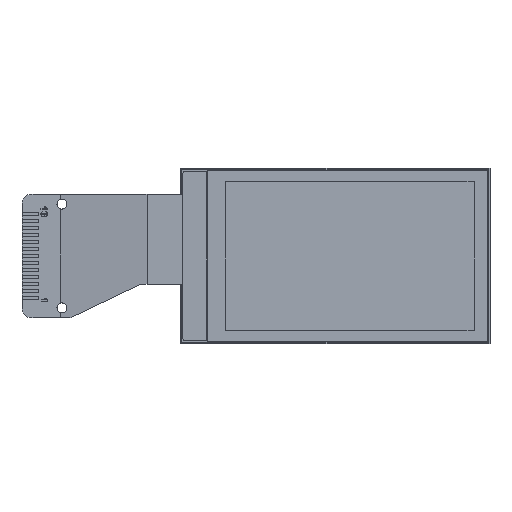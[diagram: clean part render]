
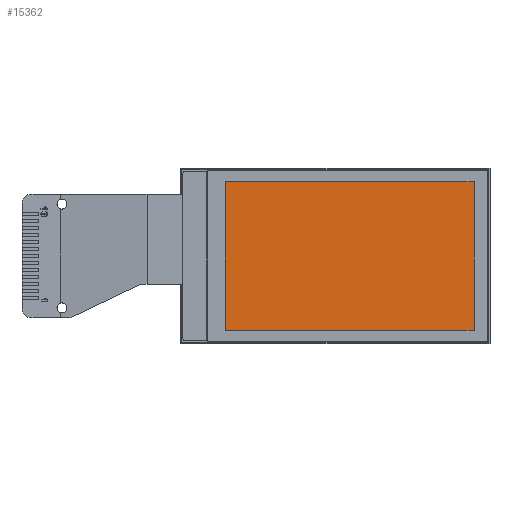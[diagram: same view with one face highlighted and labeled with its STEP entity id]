
A CAD part, top view. The second image highlights one B-rep face of the part: STEP entity #15362.
In plain terms, the highlighted planar face has unit normal (0, 0, 1).
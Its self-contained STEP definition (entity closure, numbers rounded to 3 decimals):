
#3230=ORIENTED_EDGE('',*,*,#5350,.F.);
#3231=ORIENTED_EDGE('',*,*,#5356,.F.);
#3232=ORIENTED_EDGE('',*,*,#5354,.F.);
#3233=ORIENTED_EDGE('',*,*,#5352,.F.);
#5350=EDGE_CURVE('',#6586,#6587,#7577,.T.);
#5352=EDGE_CURVE('',#6587,#6588,#7579,.T.);
#5354=EDGE_CURVE('',#6588,#6589,#7581,.T.);
#5356=EDGE_CURVE('',#6589,#6586,#7583,.T.);
#6586=VERTEX_POINT('',#22814);
#6587=VERTEX_POINT('',#22816);
#6588=VERTEX_POINT('',#22820);
#6589=VERTEX_POINT('',#22824);
#7577=LINE('',#22815,#8465);
#7579=LINE('',#22819,#8467);
#7581=LINE('',#22823,#8469);
#7583=LINE('',#22827,#8471);
#8465=VECTOR('',#18141,1000.);
#8467=VECTOR('',#18145,1000.);
#8469=VECTOR('',#18149,1000.);
#8471=VECTOR('',#18153,1000.);
#9106=EDGE_LOOP('',(#3230,#3231,#3232,#3233));
#9802=FACE_BOUND('',#9106,.T.);
#10355=PLANE('',#16150);
#15362=ADVANCED_FACE('',(#9802),#10355,.F.);
#16150=AXIS2_PLACEMENT_3D('',#22828,#18154,#18155);
#18141=DIRECTION('',(0.,1.,0.));
#18145=DIRECTION('',(1.,0.,0.));
#18149=DIRECTION('',(0.,-1.,0.));
#18153=DIRECTION('',(-1.,0.,0.));
#18154=DIRECTION('',(0.,0.,-1.));
#18155=DIRECTION('',(-1.,0.,0.));
#22814=CARTESIAN_POINT('',(-10.991,-7.43,1.092));
#22815=CARTESIAN_POINT('',(-10.991,-7.43,1.092));
#22816=CARTESIAN_POINT('',(-10.991,7.43,1.092));
#22819=CARTESIAN_POINT('',(-10.991,7.43,1.092));
#22820=CARTESIAN_POINT('',(13.919,7.43,1.092));
#22823=CARTESIAN_POINT('',(13.919,7.43,1.092));
#22824=CARTESIAN_POINT('',(13.919,-7.43,1.092));
#22827=CARTESIAN_POINT('',(13.919,-7.43,1.092));
#22828=CARTESIAN_POINT('',(0.,0.,1.092));
